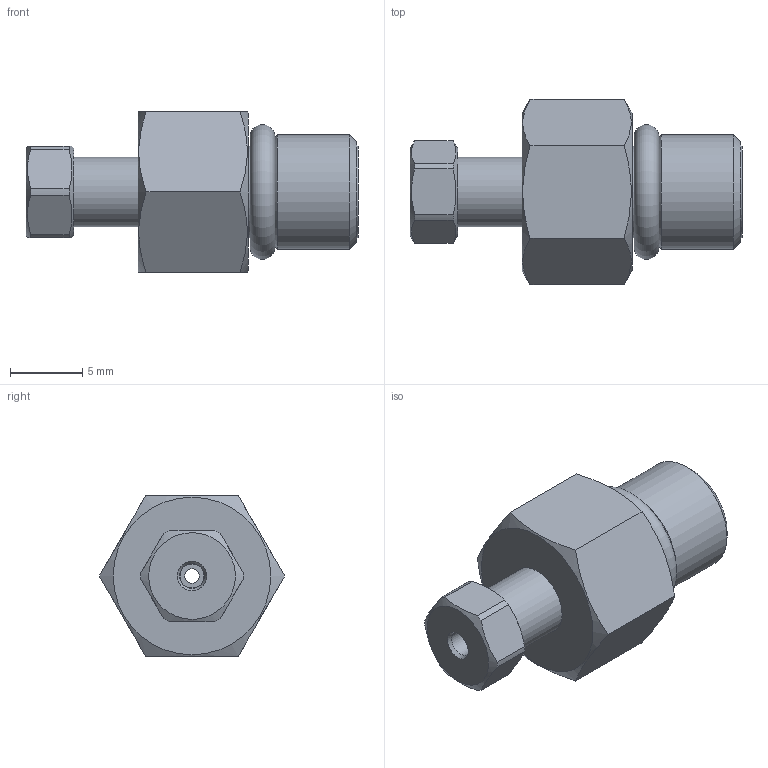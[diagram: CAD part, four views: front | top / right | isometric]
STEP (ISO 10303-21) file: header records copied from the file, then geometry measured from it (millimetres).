
FILE_DESCRIPTION((''),'2;1');
FILE_NAME('305242-ZAOR12 Internal adaptor.stp','2013-08-21T13:47:50',('Franzp'),(''),'Autodesk Inventor 2013','Autodesk Inventor 2013','');
FILE_SCHEMA(('AUTOMOTIVE_DESIGN { 1 0 10303 214 1 1 1 1 }'));
Length unit declared in the file: millimetre
Products named in the file (1): 305242_Shrinkwrap_1
Bounding box: 23 x 12.83 x 11.11 mm (x, y, z)
Surface area: 1105.5 mm2 (no closed solid volume)
Topology: 0 solids, 4 shells, 40 faces, 95 edges, 62 vertices
Faces by surface type: plane 19, cylinder 12, cone 8, torus 1
Full cylindrical faces by diameter (mm): 1.016 x1, 1.727 x1, 4.826 x1, 6.35 x2, 7.938 x1
Entity records: 1130 total; most frequent: CARTESIAN_POINT 226, DIRECTION 172, ORIENTED_EDGE 150, EDGE_CURVE 78, AXIS2_PLACEMENT_3D 77, EDGE_LOOP 61, VERTEX_POINT 59, FACE_OUTER_BOUND 40
